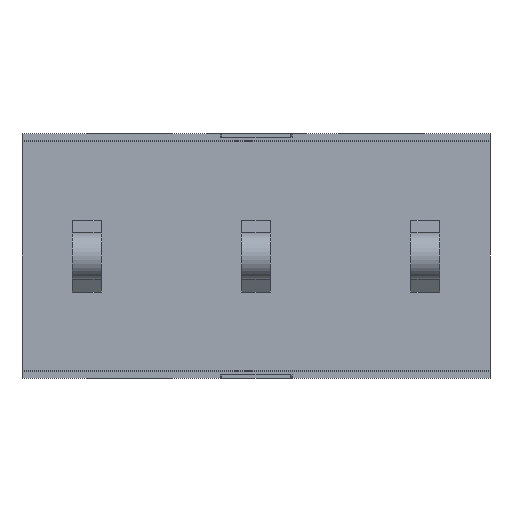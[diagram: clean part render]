
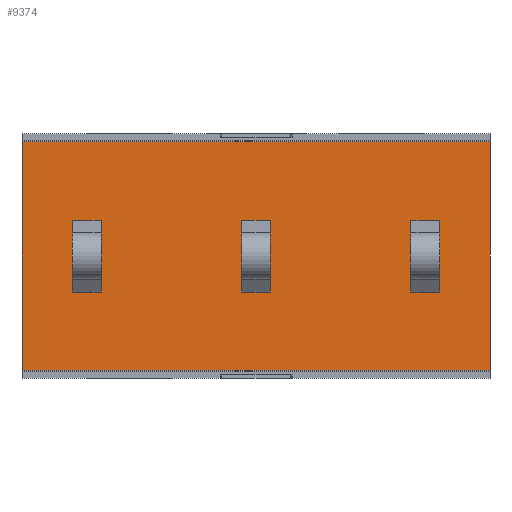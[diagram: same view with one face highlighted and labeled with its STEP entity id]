
A CAD part, front view. The second image highlights one B-rep face of the part: STEP entity #9374.
In plain terms, the highlighted planar face has unit normal (0, -1, 0).
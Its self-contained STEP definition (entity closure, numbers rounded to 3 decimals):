
#1941=DIRECTION('',(1.,0.,0.));
#1942=VECTOR('',#1941,13.);
#1943=CARTESIAN_POINT('',(-6.5,0.,3.18));
#1944=LINE('',#1943,#1942);
#1945=DIRECTION('',(0.,0.,-1.));
#1946=VECTOR('',#1945,6.36);
#1947=CARTESIAN_POINT('',(6.5,0.,3.18));
#1948=LINE('',#1947,#1946);
#1949=DIRECTION('',(1.,0.,0.));
#1950=VECTOR('',#1949,13.);
#1951=CARTESIAN_POINT('',(-6.5,0.,-3.18));
#1952=LINE('',#1951,#1950);
#1953=DIRECTION('',(0.,0.,1.));
#1954=VECTOR('',#1953,6.36);
#1955=CARTESIAN_POINT('',(-6.5,0.,-3.18));
#1956=LINE('',#1955,#1954);
#1957=DIRECTION('',(0.,0.,-1.));
#1958=VECTOR('',#1957,2.);
#1959=CARTESIAN_POINT('',(-0.4,0.,1.));
#1960=LINE('',#1959,#1958);
#1961=DIRECTION('',(1.,0.,0.));
#1962=VECTOR('',#1961,0.8);
#1963=CARTESIAN_POINT('',(-0.4,0.,-1.));
#1964=LINE('',#1963,#1962);
#1965=DIRECTION('',(0.,0.,-1.));
#1966=VECTOR('',#1965,2.);
#1967=CARTESIAN_POINT('',(0.4,0.,1.));
#1968=LINE('',#1967,#1966);
#1969=DIRECTION('',(1.,0.,0.));
#1970=VECTOR('',#1969,0.8);
#1971=CARTESIAN_POINT('',(-0.4,0.,1.));
#1972=LINE('',#1971,#1970);
#1973=DIRECTION('',(0.,0.,-1.));
#1974=VECTOR('',#1973,2.);
#1975=CARTESIAN_POINT('',(4.3,0.,1.));
#1976=LINE('',#1975,#1974);
#1977=DIRECTION('',(1.,0.,0.));
#1978=VECTOR('',#1977,0.8);
#1979=CARTESIAN_POINT('',(4.3,0.,-1.));
#1980=LINE('',#1979,#1978);
#1981=DIRECTION('',(0.,0.,-1.));
#1982=VECTOR('',#1981,2.);
#1983=CARTESIAN_POINT('',(5.1,0.,1.));
#1984=LINE('',#1983,#1982);
#1985=DIRECTION('',(1.,0.,0.));
#1986=VECTOR('',#1985,0.8);
#1987=CARTESIAN_POINT('',(4.3,0.,1.));
#1988=LINE('',#1987,#1986);
#1989=DIRECTION('',(0.,0.,-1.));
#1990=VECTOR('',#1989,2.);
#1991=CARTESIAN_POINT('',(-5.1,0.,1.));
#1992=LINE('',#1991,#1990);
#1993=DIRECTION('',(1.,0.,0.));
#1994=VECTOR('',#1993,0.8);
#1995=CARTESIAN_POINT('',(-5.1,0.,-1.));
#1996=LINE('',#1995,#1994);
#1997=DIRECTION('',(0.,0.,-1.));
#1998=VECTOR('',#1997,2.);
#1999=CARTESIAN_POINT('',(-4.3,0.,1.));
#2000=LINE('',#1999,#1998);
#2001=DIRECTION('',(1.,0.,0.));
#2002=VECTOR('',#2001,0.8);
#2003=CARTESIAN_POINT('',(-5.1,0.,1.));
#2004=LINE('',#2003,#2002);
#6047=CARTESIAN_POINT('',(-6.5,0.,3.18));
#6048=CARTESIAN_POINT('',(6.5,0.,3.18));
#6049=VERTEX_POINT('',#6047);
#6050=VERTEX_POINT('',#6048);
#6051=CARTESIAN_POINT('',(-6.5,0.,-3.18));
#6052=CARTESIAN_POINT('',(6.5,0.,-3.18));
#6053=VERTEX_POINT('',#6051);
#6054=VERTEX_POINT('',#6052);
#6103=CARTESIAN_POINT('',(-0.4,0.,1.));
#6104=CARTESIAN_POINT('',(-0.4,0.,-1.));
#6105=VERTEX_POINT('',#6103);
#6106=VERTEX_POINT('',#6104);
#6107=CARTESIAN_POINT('',(0.4,0.,1.));
#6108=CARTESIAN_POINT('',(0.4,0.,-1.));
#6109=VERTEX_POINT('',#6107);
#6110=VERTEX_POINT('',#6108);
#6127=CARTESIAN_POINT('',(4.3,0.,1.));
#6128=CARTESIAN_POINT('',(4.3,0.,-1.));
#6129=VERTEX_POINT('',#6127);
#6130=VERTEX_POINT('',#6128);
#6131=CARTESIAN_POINT('',(5.1,0.,1.));
#6132=CARTESIAN_POINT('',(5.1,0.,-1.));
#6133=VERTEX_POINT('',#6131);
#6134=VERTEX_POINT('',#6132);
#6151=CARTESIAN_POINT('',(-5.1,0.,1.));
#6152=CARTESIAN_POINT('',(-5.1,0.,-1.));
#6153=VERTEX_POINT('',#6151);
#6154=VERTEX_POINT('',#6152);
#6155=CARTESIAN_POINT('',(-4.3,0.,1.));
#6156=CARTESIAN_POINT('',(-4.3,0.,-1.));
#6157=VERTEX_POINT('',#6155);
#6158=VERTEX_POINT('',#6156);
#9332=CARTESIAN_POINT('',(0.,0.,0.));
#9333=DIRECTION('',(0.,1.,0.));
#9334=DIRECTION('',(1.,0.,0.));
#9335=AXIS2_PLACEMENT_3D('',#9332,#9333,#9334);
#9336=PLANE('',#9335);
#9337=ORIENTED_EDGE('',*,*,#9287,.T.);
#9338=ORIENTED_EDGE('',*,*,#9247,.T.);
#9340=ORIENTED_EDGE('',*,*,#9339,.F.);
#9341=ORIENTED_EDGE('',*,*,#9298,.T.);
#9342=EDGE_LOOP('',(#9337,#9338,#9340,#9341));
#9343=FACE_OUTER_BOUND('',#9342,.F.);
#9345=ORIENTED_EDGE('',*,*,#9344,.T.);
#9347=ORIENTED_EDGE('',*,*,#9346,.T.);
#9349=ORIENTED_EDGE('',*,*,#9348,.F.);
#9351=ORIENTED_EDGE('',*,*,#9350,.F.);
#9352=EDGE_LOOP('',(#9345,#9347,#9349,#9351));
#9353=FACE_BOUND('',#9352,.F.);
#9355=ORIENTED_EDGE('',*,*,#9354,.T.);
#9357=ORIENTED_EDGE('',*,*,#9356,.T.);
#9359=ORIENTED_EDGE('',*,*,#9358,.F.);
#9361=ORIENTED_EDGE('',*,*,#9360,.F.);
#9362=EDGE_LOOP('',(#9355,#9357,#9359,#9361));
#9363=FACE_BOUND('',#9362,.F.);
#9365=ORIENTED_EDGE('',*,*,#9364,.T.);
#9367=ORIENTED_EDGE('',*,*,#9366,.T.);
#9369=ORIENTED_EDGE('',*,*,#9368,.F.);
#9371=ORIENTED_EDGE('',*,*,#9370,.F.);
#9372=EDGE_LOOP('',(#9365,#9367,#9369,#9371));
#9373=FACE_BOUND('',#9372,.F.);
#9247=EDGE_CURVE('',#6050,#6054,#1948,.T.);
#9287=EDGE_CURVE('',#6049,#6050,#1944,.T.);
#9298=EDGE_CURVE('',#6053,#6049,#1956,.T.);
#9339=EDGE_CURVE('',#6053,#6054,#1952,.T.);
#9344=EDGE_CURVE('',#6105,#6106,#1960,.T.);
#9346=EDGE_CURVE('',#6106,#6110,#1964,.T.);
#9348=EDGE_CURVE('',#6109,#6110,#1968,.T.);
#9350=EDGE_CURVE('',#6105,#6109,#1972,.T.);
#9354=EDGE_CURVE('',#6129,#6130,#1976,.T.);
#9356=EDGE_CURVE('',#6130,#6134,#1980,.T.);
#9358=EDGE_CURVE('',#6133,#6134,#1984,.T.);
#9360=EDGE_CURVE('',#6129,#6133,#1988,.T.);
#9364=EDGE_CURVE('',#6153,#6154,#1992,.T.);
#9366=EDGE_CURVE('',#6154,#6158,#1996,.T.);
#9368=EDGE_CURVE('',#6157,#6158,#2000,.T.);
#9370=EDGE_CURVE('',#6153,#6157,#2004,.T.);
#9374=ADVANCED_FACE('',(#9343,#9353,#9363,#9373),#9336,.F.);
